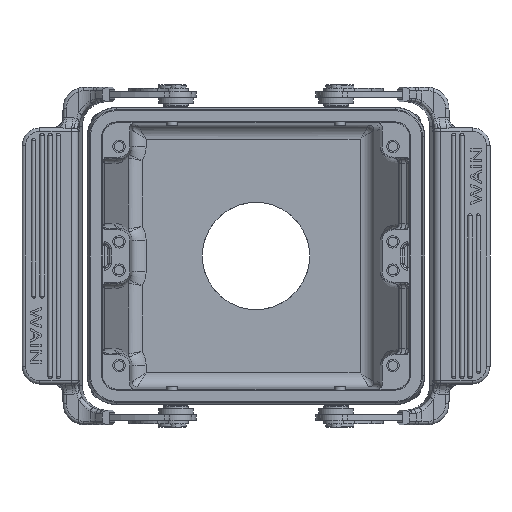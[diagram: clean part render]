
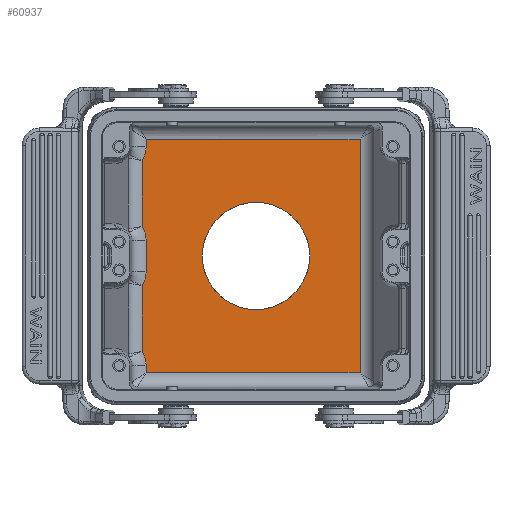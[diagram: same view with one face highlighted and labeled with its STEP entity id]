
A CAD part, front view. The second image highlights one B-rep face of the part: STEP entity #60937.
In plain terms, the highlighted planar face has unit normal (0, -1, 0).
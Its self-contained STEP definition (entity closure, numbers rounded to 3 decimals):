
#20611=CARTESIAN_POINT('',(-38.75,40.,-31.));
#20612=DIRECTION('',(0.,-1.,0.));
#20613=DIRECTION('',(1.,0.,0.));
#20614=AXIS2_PLACEMENT_3D('',#20611,#20612,#20613);
#20616=CARTESIAN_POINT('',(-38.75,40.,-4.4));
#20617=DIRECTION('',(0.,-1.,0.));
#20618=DIRECTION('',(0.853,0.,-0.521));
#20619=AXIS2_PLACEMENT_3D('',#20616,#20617,#20618);
#20621=CARTESIAN_POINT('',(-38.75,40.,4.4));
#20622=DIRECTION('',(0.,-1.,0.));
#20623=DIRECTION('',(1.,0.,0.));
#20624=AXIS2_PLACEMENT_3D('',#20621,#20622,#20623);
#20626=CARTESIAN_POINT('',(-38.75,40.,31.));
#20627=DIRECTION('',(0.,-1.,0.));
#20628=DIRECTION('',(0.853,0.,-0.521));
#20629=AXIS2_PLACEMENT_3D('',#20626,#20627,#20628);
#20631=CARTESIAN_POINT('',(0.,40.,0.));
#20632=DIRECTION('',(0.,-1.,0.));
#20633=DIRECTION('',(1.,0.,0.));
#20634=AXIS2_PLACEMENT_3D('',#20631,#20632,#20633);
#20636=CARTESIAN_POINT('',(0.,40.,0.));
#20637=DIRECTION('',(0.,-1.,0.));
#20638=DIRECTION('',(-1.,0.,0.));
#20639=AXIS2_PLACEMENT_3D('',#20636,#20637,#20638);
#20656=DIRECTION('',(-1.,0.,0.));
#20657=VECTOR('',#20656,60.552);
#20658=CARTESIAN_POINT('',(29.448,40.,33.104));
#20659=LINE('',#20658,#20657);
#20709=DIRECTION('',(0.,0.,1.));
#20710=VECTOR('',#20709,66.208);
#20711=CARTESIAN_POINT('',(29.448,40.,-33.104));
#20712=LINE('',#20711,#20710);
#20741=DIRECTION('',(1.,0.,0.));
#20742=VECTOR('',#20741,60.552);
#20743=CARTESIAN_POINT('',(-31.104,40.,-33.104));
#20744=LINE('',#20743,#20742);
#20755=DIRECTION('',(0.,0.,-1.));
#20756=VECTOR('',#20755,2.104);
#20757=CARTESIAN_POINT('',(-31.104,40.,-31.));
#20758=LINE('',#20757,#20756);
#20836=DIRECTION('',(0.,0.,-1.));
#20837=VECTOR('',#20836,18.63);
#20838=CARTESIAN_POINT('',(-32.225,40.,-8.385));
#20839=LINE('',#20838,#20837);
#21255=DIRECTION('',(0.,0.,-1.));
#21256=VECTOR('',#21255,8.8);
#21257=CARTESIAN_POINT('',(-31.104,40.,4.4));
#21258=LINE('',#21257,#21256);
#22880=DIRECTION('',(0.,0.,-1.));
#22881=VECTOR('',#22880,18.63);
#22882=CARTESIAN_POINT('',(-32.225,40.,27.015));
#22883=LINE('',#22882,#22881);
#22894=DIRECTION('',(0.,0.,-1.));
#22895=VECTOR('',#22894,2.104);
#22896=CARTESIAN_POINT('',(-31.104,40.,33.104));
#22897=LINE('',#22896,#22895);
#29678=CARTESIAN_POINT('',(-15.2,40.,0.));
#29679=VERTEX_POINT('',#29678);
#29680=CARTESIAN_POINT('',(15.2,40.,0.));
#29681=VERTEX_POINT('',#29680);
#29682=CARTESIAN_POINT('',(29.448,40.,33.104));
#29683=CARTESIAN_POINT('',(-31.104,40.,33.104));
#29684=VERTEX_POINT('',#29682);
#29685=VERTEX_POINT('',#29683);
#29686=CARTESIAN_POINT('',(29.448,40.,-33.104));
#29687=VERTEX_POINT('',#29686);
#29688=CARTESIAN_POINT('',(-31.104,40.,-33.104));
#29689=VERTEX_POINT('',#29688);
#29690=CARTESIAN_POINT('',(-31.104,40.,-31.));
#29691=VERTEX_POINT('',#29690);
#29692=CARTESIAN_POINT('',(-32.225,40.,-27.015));
#29693=VERTEX_POINT('',#29692);
#29694=CARTESIAN_POINT('',(-32.225,40.,-8.385));
#29695=VERTEX_POINT('',#29694);
#29696=CARTESIAN_POINT('',(-31.104,40.,-4.4));
#29697=VERTEX_POINT('',#29696);
#29698=CARTESIAN_POINT('',(-31.104,40.,4.4));
#29699=VERTEX_POINT('',#29698);
#29700=CARTESIAN_POINT('',(-32.225,40.,8.385));
#29701=VERTEX_POINT('',#29700);
#29702=CARTESIAN_POINT('',(-32.225,40.,27.015));
#29703=VERTEX_POINT('',#29702);
#29704=CARTESIAN_POINT('',(-31.104,40.,31.));
#29705=VERTEX_POINT('',#29704);
#60902=CARTESIAN_POINT('',(32.925,40.,-37.75));
#60903=DIRECTION('',(0.,1.,0.));
#60904=DIRECTION('',(-1.,0.,0.));
#60905=AXIS2_PLACEMENT_3D('',#60902,#60903,#60904);
#60906=PLANE('',#60905);
#60908=ORIENTED_EDGE('',*,*,#60907,.F.);
#60910=ORIENTED_EDGE('',*,*,#60909,.F.);
#60912=ORIENTED_EDGE('',*,*,#60911,.F.);
#60914=ORIENTED_EDGE('',*,*,#60913,.F.);
#60916=ORIENTED_EDGE('',*,*,#60915,.T.);
#60918=ORIENTED_EDGE('',*,*,#60917,.F.);
#60920=ORIENTED_EDGE('',*,*,#60919,.T.);
#60922=ORIENTED_EDGE('',*,*,#60921,.F.);
#60924=ORIENTED_EDGE('',*,*,#60923,.T.);
#60926=ORIENTED_EDGE('',*,*,#60925,.F.);
#60928=ORIENTED_EDGE('',*,*,#60927,.T.);
#60930=ORIENTED_EDGE('',*,*,#60929,.F.);
#60931=EDGE_LOOP('',(#60908,#60910,#60912,#60914,#60916,#60918,#60920,#60922,
#60924,#60926,#60928,#60930));
#60932=FACE_OUTER_BOUND('',#60931,.F.);
#60933=ORIENTED_EDGE('',*,*,#60882,.T.);
#60934=ORIENTED_EDGE('',*,*,#60896,.T.);
#60935=EDGE_LOOP('',(#60933,#60934));
#60936=FACE_BOUND('',#60935,.F.);
#60937=ADVANCED_FACE('',(#60932,#60936),#60906,.F.);
#20615=CIRCLE('',#20614,7.646);
#20620=CIRCLE('',#20619,7.646);
#20625=CIRCLE('',#20624,7.646);
#20630=CIRCLE('',#20629,7.646);
#20635=CIRCLE('',#20634,15.2);
#20640=CIRCLE('',#20639,15.2);
#60882=EDGE_CURVE('',#29681,#29679,#20635,.T.);
#60896=EDGE_CURVE('',#29679,#29681,#20640,.T.);
#60907=EDGE_CURVE('',#29684,#29685,#20659,.T.);
#60909=EDGE_CURVE('',#29687,#29684,#20712,.T.);
#60911=EDGE_CURVE('',#29689,#29687,#20744,.T.);
#60913=EDGE_CURVE('',#29691,#29689,#20758,.T.);
#60915=EDGE_CURVE('',#29691,#29693,#20615,.T.);
#60917=EDGE_CURVE('',#29695,#29693,#20839,.T.);
#60919=EDGE_CURVE('',#29695,#29697,#20620,.T.);
#60921=EDGE_CURVE('',#29699,#29697,#21258,.T.);
#60923=EDGE_CURVE('',#29699,#29701,#20625,.T.);
#60925=EDGE_CURVE('',#29703,#29701,#22883,.T.);
#60927=EDGE_CURVE('',#29703,#29705,#20630,.T.);
#60929=EDGE_CURVE('',#29685,#29705,#22897,.T.);
